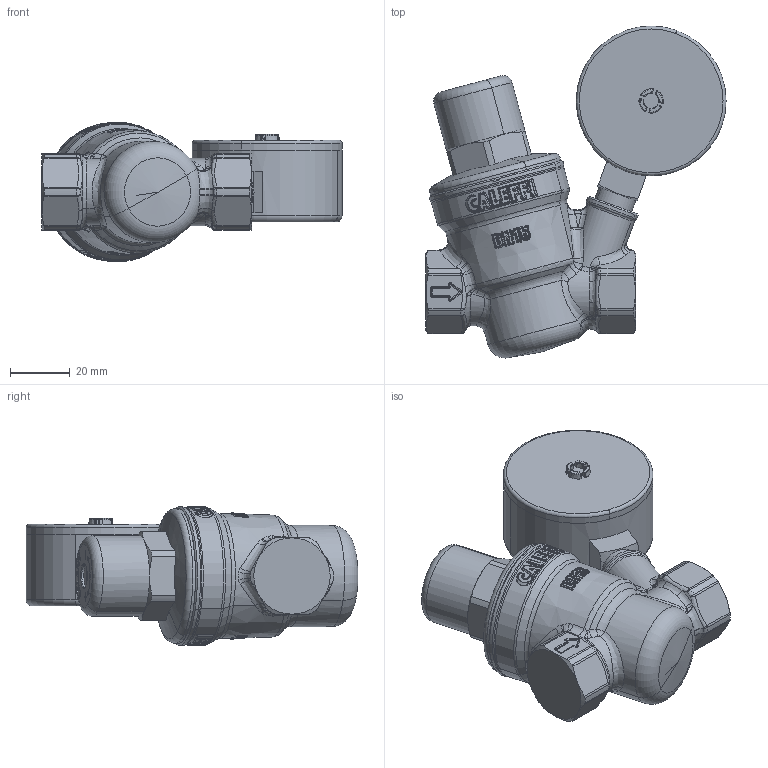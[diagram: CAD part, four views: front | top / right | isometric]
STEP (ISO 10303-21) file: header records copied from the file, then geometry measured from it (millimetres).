
FILE_DESCRIPTION(('CATIA V5 STEP Exchange','CAx-IF Rec.Pracs.--- Model Styling and Organization---1.4--- 2014-01-23','CAx-IF Rec.Pracs.---3D Tessellated Data Validation Properties---0.5---2014-09-14'),'2;1');
FILE_NAME('STEP_533241_-_TST.stp','2021-11-05T09:53:42+00:00',('none'),('none'),'CATIA Version 5-6 Release 2019 SP3','CATIA V5 STEP AP242 v1','none');
FILE_SCHEMA(('AP242_MANAGED_MODEL_BASED_3D_ENGINEERING_MIM_LF {1 0 10303 442 1 1 4}'));
Length unit declared in the file: millimetre
Products named in the file (1): 533241 - TST
Bounding box: 100.17 x 110.78 x 46.4 mm (x, y, z)
Volume: 171977.1 mm3; surface area: 24684.9 mm2
Topology: 1 solids, 1 shells, 2028 faces, 4808 edges, 2556 vertices
Faces by surface type: bspline 1192, cylinder 276, sphere 220, plane 200, cone 76, torus 64
Entity records: 119593 total; most frequent: CARTESIAN_POINT 85929, ORIENTED_EDGE 9102, EDGE_CURVE 4551, B_SPLINE_CURVE_WITH_KNOTS 3189, DIRECTION 2706, VERTEX_POINT 2556, EDGE_LOOP 2059, ADVANCED_FACE 2028
